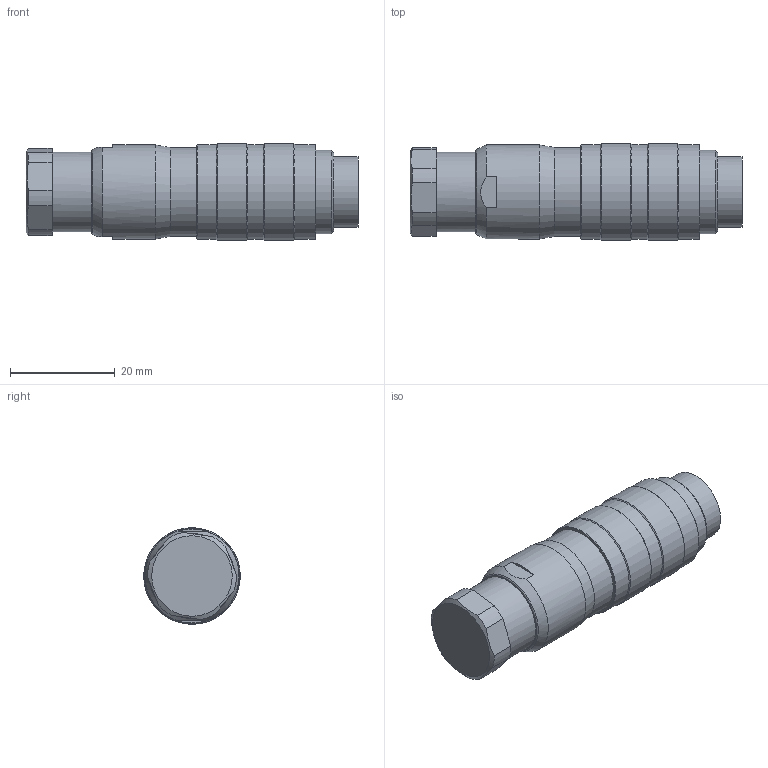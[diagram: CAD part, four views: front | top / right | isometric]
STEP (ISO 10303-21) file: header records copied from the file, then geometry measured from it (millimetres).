
FILE_DESCRIPTION(/* description */ (''),/* implementation_level */ '2;1');
FILE_NAME(/* name */ '99 5613 15 05 001_00.stp',/* time_stamp */ '2014-01-30T12:50:50+01:00',/* author */ (''),/* organization */ (''),/* preprocessor_version */ 'ST-DEVELOPER v14',/* originating_system */ 'SIEMENS PLM Software NX 8.0',/* authorisation */ '');
FILE_SCHEMA (('AUTOMOTIVE_DESIGN { 1 0 10303 214 3 1 1 1 }'));
Length unit declared in the file: millimetre
Products named in the file (1): cerl11B0EE5F7nbb
Bounding box: 63.5 x 18.5 x 18.5 mm (x, y, z)
Volume: 13793.4 mm3; surface area: 4478.1 mm2
Topology: 1 solids, 2 shells, 98 faces, 225 edges, 143 vertices
Faces by surface type: plane 40, cylinder 25, cone 21, bspline 10, torus 2
Full cylindrical faces by diameter (mm): 1.49 x5, 13.5 x1, 15.08 x1, 15.2 x1, 15.75 x1, 16 x1, 17 x1, 18 x1, 18.15 x3, 18.5 x2
Entity records: 2656 total; most frequent: CARTESIAN_POINT 710, DIRECTION 406, ORIENTED_EDGE 316, AXIS2_PLACEMENT_3D 169, EDGE_LOOP 161, EDGE_CURVE 158, VERTEX_POINT 125, FACE_BOUND 120
